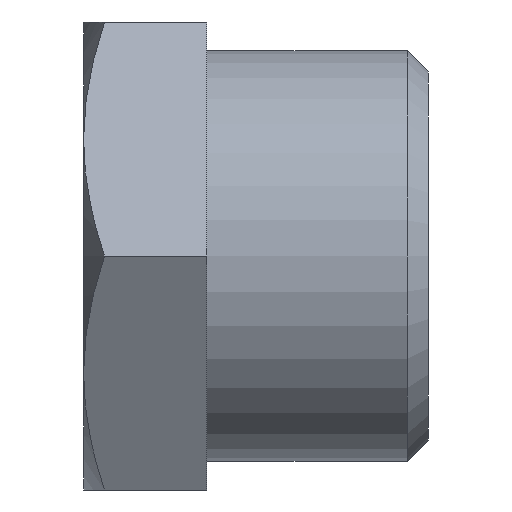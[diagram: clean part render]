
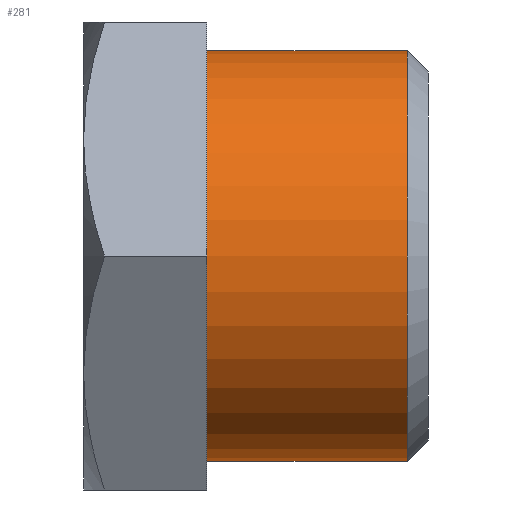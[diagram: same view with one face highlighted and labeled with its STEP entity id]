
A CAD part, left-side view. The second image highlights one B-rep face of the part: STEP entity #281.
In plain terms, the highlighted cylindrical face has radius 8.331 mm (diameter 16.662 mm), a full revolution.
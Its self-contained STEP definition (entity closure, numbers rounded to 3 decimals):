
#74=ORIENTED_EDGE('',*,*,#148,.F.);
#75=ORIENTED_EDGE('',*,*,#149,.T.);
#148=EDGE_CURVE('',#185,#185,#210,.T.);
#149=EDGE_CURVE('',#186,#186,#211,.T.);
#185=VERTEX_POINT('',#430);
#186=VERTEX_POINT('',#432);
#210=CIRCLE('',#315,8.331);
#211=CIRCLE('',#316,8.331);
#223=EDGE_LOOP('',(#74));
#224=EDGE_LOOP('',(#75));
#251=FACE_BOUND('',#223,.T.);
#252=FACE_BOUND('',#224,.T.);
#279=CYLINDRICAL_SURFACE('',#314,8.331);
#281=ADVANCED_FACE('',(#251,#252),#279,.T.);
#314=AXIS2_PLACEMENT_3D('',#428,#349,#350);
#315=AXIS2_PLACEMENT_3D('',#429,#351,#352);
#316=AXIS2_PLACEMENT_3D('',#431,#353,#354);
#349=DIRECTION('',(0.,-1.,0.));
#350=DIRECTION('',(0.,0.,-1.));
#351=DIRECTION('',(0.,-1.,0.));
#352=DIRECTION('',(0.,0.,-1.));
#353=DIRECTION('',(0.,-1.,0.));
#354=DIRECTION('',(0.,0.,-1.));
#428=CARTESIAN_POINT('',(0.,0.,0.));
#429=CARTESIAN_POINT('',(0.,0.856,0.));
#430=CARTESIAN_POINT('',(0.,0.856,-8.331));
#431=CARTESIAN_POINT('',(0.,9.,0.));
#432=CARTESIAN_POINT('',(0.,9.,-8.331));
